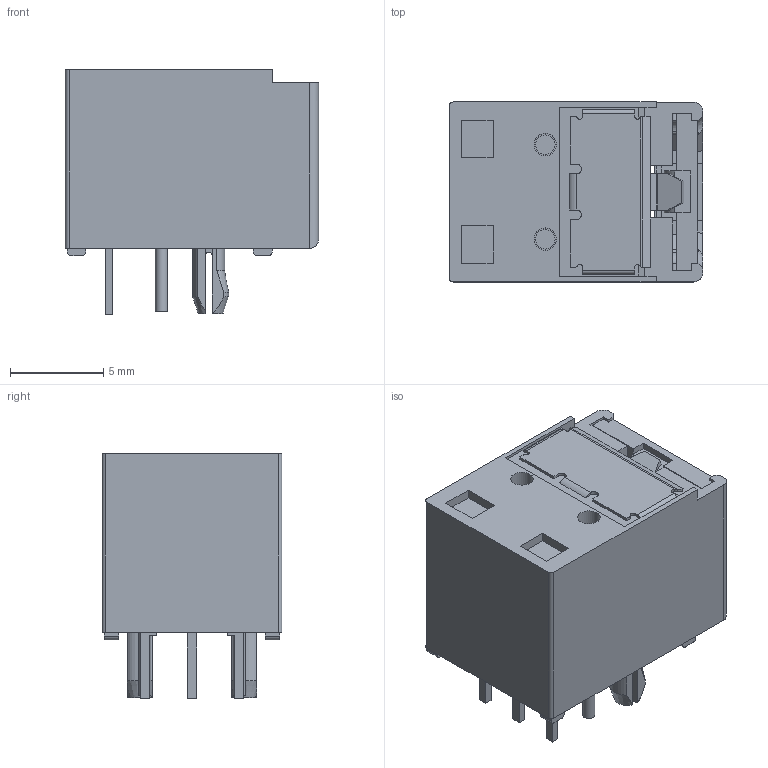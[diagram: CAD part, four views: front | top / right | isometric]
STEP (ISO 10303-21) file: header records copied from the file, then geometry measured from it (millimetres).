
FILE_DESCRIPTION(/* description */ (''),/* implementation_level */ '2;1');
FILE_NAME(/* name */ 'T015',/* time_stamp */ '2018-04-12T19:15:39+08:00',/* author */ (''),/* organization */ (''),/* preprocessor_version */ 'ST-DEVELOPER v9',/* originating_system */ 'UGS - NX 4.0',/* authorisation */ '');
FILE_SCHEMA (('AUTOMOTIVE_DESIGN { 1 0 10303 214 1 1 1 1 }'));
Length unit declared in the file: millimetre
Products named in the file (1): lxy1CFC8737kz5p
Bounding box: 13.6 x 9.65 x 13.15 mm (x, y, z)
Volume: 872.8 mm3; surface area: 1213.7 mm2
Topology: 1 solids, 3 shells, 292 faces, 799 edges, 525 vertices
Faces by surface type: plane 213, cylinder 69, cone 10
Full cylindrical faces by diameter (mm): 0.65 x4, 1.05 x2, 1.2 x2, 1.65 x1
Entity records: 9231 total; most frequent: CARTESIAN_POINT 1754, ORIENTED_EDGE 1570, DIRECTION 1492, EDGE_CURVE 785, LINE 602, VECTOR 602, VERTEX_POINT 524, AXIS2_PLACEMENT_3D 445
